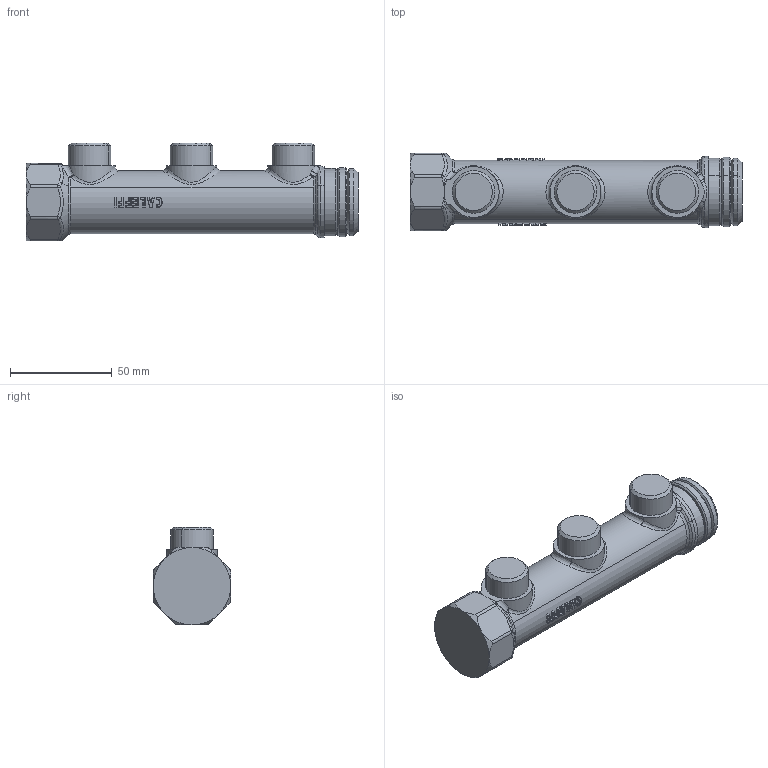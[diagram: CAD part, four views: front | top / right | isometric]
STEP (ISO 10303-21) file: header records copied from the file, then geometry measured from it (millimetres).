
FILE_DESCRIPTION(('CATIA V5 STEP Exchange'),'2;1');
FILE_NAME('592635.stp','2016-07-18T09:25:48+00:00',('none'),('none'),'CATIA Version 5-6 Release 2014 SP5','CATIA V5 STEP AP203','none');
FILE_SCHEMA(('CONFIG_CONTROL_DESIGN'));
Length unit declared in the file: millimetre
Products named in the file (1): 592635
Bounding box: 163 x 38 x 48 mm (x, y, z)
Volume: 153553 mm3; surface area: 24614.6 mm2
Topology: 16 solids, 16 shells, 718 faces, 1728 edges, 955 vertices
Faces by surface type: cylinder 243, bspline 237, plane 131, torus 53, cone 32, sphere 12, revolution 10
Entity records: 29582 total; most frequent: CARTESIAN_POINT 16515, ORIENTED_EDGE 3268, EDGE_CURVE 1634, DIRECTION 1533, VERTEX_POINT 955, B_SPLINE_CURVE_WITH_KNOTS 821, EDGE_LOOP 729, AXIS2_PLACEMENT_3D 718
